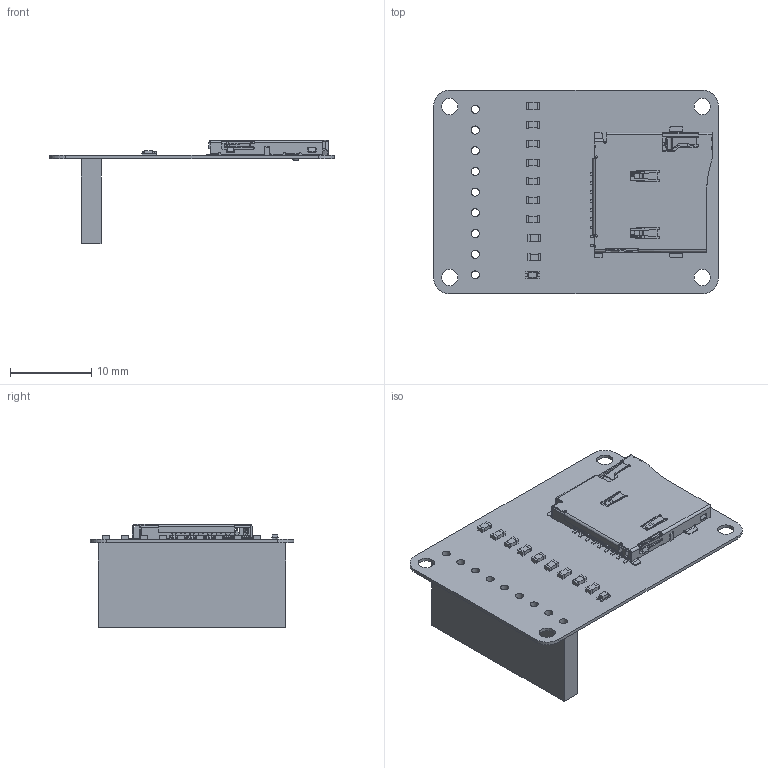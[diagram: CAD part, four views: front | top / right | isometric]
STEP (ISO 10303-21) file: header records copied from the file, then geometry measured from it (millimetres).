
FILE_DESCRIPTION(/* description */ ('Open CASCADE Model'),/* implementation_level */ '2;1');
FILE_NAME(/* name */ 'SD_CARD_BREAKOUT_floating.step',/* time_stamp */ '2026-01-14T10:44:20Z',/* author */ (''),/* organization */ (''),/* preprocessor_version */ 'ST-DEVELOPER v20.1',/* originating_system */ 'Autodesk Translation Framework v14.21.0.0',/* authorisation */ '');
FILE_SCHEMA (('AUTOMOTIVE_DESIGN { 1 0 10303 214 3 1 1 }'));
Length unit declared in the file: millimetre
Products named in the file (22): PCB; Board; Open CASCADE STEP translator 6.8 3.1.1; TF1; User_Library-Micro_SD_Socket_Push-push; R8; R1; R2; R3; R4; R5; R6; R7; L1; User_Library-LED_0603_R; User_Library-LED_0603_R_Pocket002; User_Library-LED_0603_R_Pad004; User_Library-LED_0603_R_Fillet; User_Library-LED_0603_R_Pocket001; User_Library-LED_0603_R_Pad; C1; SW3DPS-RESISTOR_0603-DEFAULT
Assembly tree (29 placements, depth 4):
  PCB
    Board
      Open CASCADE STEP translator 6.8 3.1.1
    TF1
      User_Library-Micro_SD_Socket_Push-push
    R8
      SW3DPS-RESISTOR_0603-DEFAULT
    R1
      SW3DPS-RESISTOR_0603-DEFAULT
    R2
      SW3DPS-RESISTOR_0603-DEFAULT
    R3
      SW3DPS-RESISTOR_0603-DEFAULT
    R4
      SW3DPS-RESISTOR_0603-DEFAULT
    R5
      SW3DPS-RESISTOR_0603-DEFAULT
    R6
      SW3DPS-RESISTOR_0603-DEFAULT
    R7
      SW3DPS-RESISTOR_0603-DEFAULT
    L1
      User_Library-LED_0603_R
        User_Library-LED_0603_R_Pocket002
        User_Library-LED_0603_R_Pad004
        User_Library-LED_0603_R_Fillet
        User_Library-LED_0603_R_Pocket001
        User_Library-LED_0603_R_Pad
    C1
      SW3DPS-RESISTOR_0603-DEFAULT
Bounding box: 35 x 25 x 12.66 mm (x, y, z)
Volume: 1045.6 mm3; surface area: 3978.3 mm2
Topology: 28 solids, 29 shells, 1566 faces, 4329 edges, 2818 vertices
Faces by surface type: plane 1213, cylinder 305, cone 28, bspline 16, torus 4
Full cylindrical faces by diameter (mm): 0.08 x1, 0.3 x3, 0.35 x1, 0.7 x1, 0.8 x2, 1 x11, 2 x4
Entity records: 52469 total; most frequent: CARTESIAN_POINT 14171, ORIENTED_EDGE 8081, DIRECTION 7624, EDGE_CURVE 4041, LINE 3284, VECTOR 3284, VERTEX_POINT 2626, AXIS2_PLACEMENT_3D 2170
